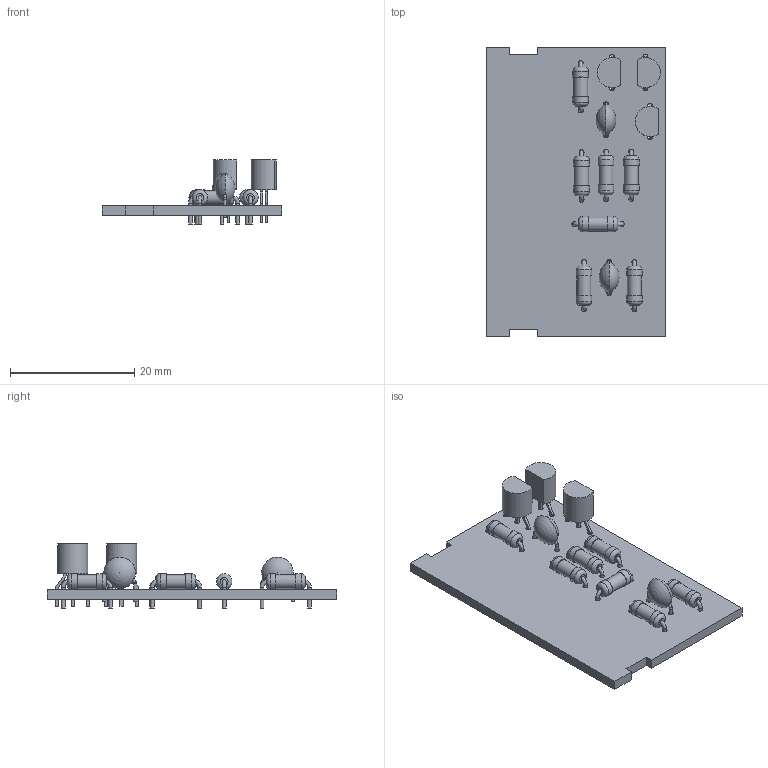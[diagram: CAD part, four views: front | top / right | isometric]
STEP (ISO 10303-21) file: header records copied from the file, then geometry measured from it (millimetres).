
FILE_DESCRIPTION(('KiCad electronic assembly'),'2;1');
FILE_NAME('OdysseyDaughterCardVertSyncGenerator.step', '2024-06-19T00:35:05',('Pcbnew'),('Kicad'), 'Open CASCADE STEP processor 7.7','KiCad to STEP converter','Unknown' );
FILE_SCHEMA(('AUTOMOTIVE_DESIGN { 1 0 10303 214 1 1 1 1 }'));
Length unit declared in the file: millimetre
Products named in the file (8): OdysseyDaughterCardVertSyncGenerator 1; C_Disc_D5.1mm_W3.2mm_P5.00mm; C_Disc_D51mm_W32mm_P500mm; TO-92_Inline_Wide; R_Axial_DIN0207_L6.3mm_D2.5mm_P7.62mm_Horizontal; R_Axial_DIN0207_L63mm_D25mm_P762mm_Horizontal; _autosave-OdysseyDaughterCardVertSyncGenerator_PCB
Assembly tree (16 placements, depth 3):
  OdysseyDaughterCardVertSyncGenerator 1
    C_Disc_D5.1mm_W3.2mm_P5.00mm  x2
      C_Disc_D51mm_W32mm_P500mm
    TO-92_Inline_Wide  x3
      TO-92_Inline_Wide
    R_Axial_DIN0207_L6.3mm_D2.5mm_P7.62mm_Horizontal  x7
      R_Axial_DIN0207_L63mm_D25mm_P762mm_Horizontal
    _autosave-OdysseyDaughterCardVertSyncGenerator_PCB
Bounding box: 28.96 x 46.6 x 10.3 mm (x, y, z)
Volume: 2630.6 mm3; surface area: 4025.6 mm2
Topology: 13 solids, 13 shells, 247 faces, 526 edges, 338 vertices
Faces by surface type: plane 138, cylinder 73, torus 28, revolution 4, sphere 4
Full cylindrical faces by diameter (mm): 0.5 x8, 0.6 x14, 0.8 x27, 2.25 x7, 2.5 x14
Entity records: 3960 total; most frequent: CARTESIAN_POINT 1002, DIRECTION 528, ORIENTED_EDGE 458, EDGE_CURVE 229, AXIS2_PLACEMENT_3D 195, FACE_BOUND 154, EDGE_LOOP 154, VERTEX_POINT 151
